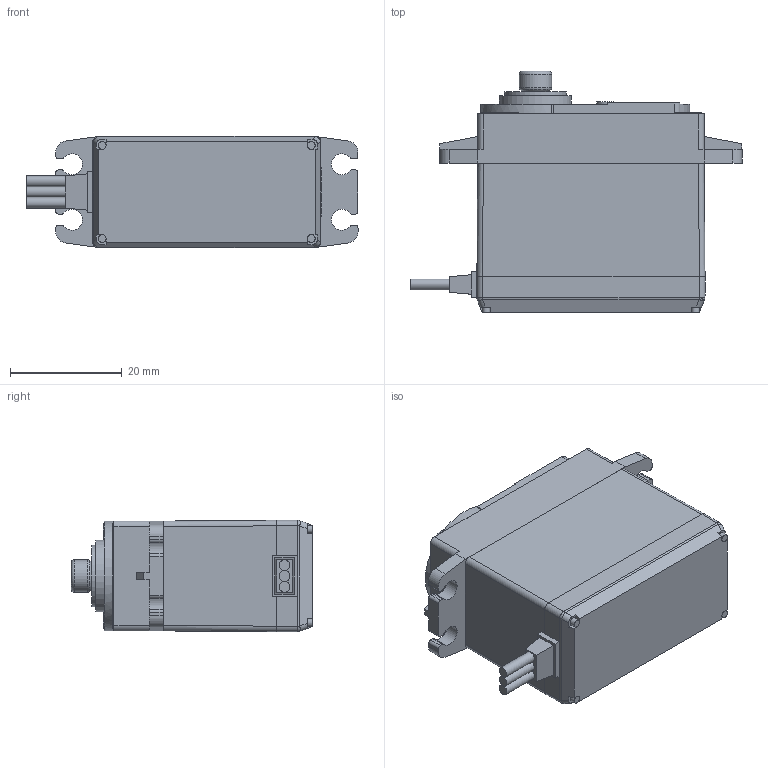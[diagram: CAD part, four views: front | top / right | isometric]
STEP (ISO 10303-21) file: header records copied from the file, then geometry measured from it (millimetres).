
FILE_DESCRIPTION(/* description */ (''),/* implementation_level */ '2;1');
FILE_NAME(/* name */ 'Servo Tower Pro MG995 v2.step',/* time_stamp */ '2020-08-05T21:49:28+03:00',/* author */ (''),/* organization */ (''),/* preprocessor_version */ 'ST-DEVELOPER v18.1',/* originating_system */ 'Autodesk Translation Framework v9.3.0.1241',/* authorisation */ '');
FILE_SCHEMA (('AUTOMOTIVE_DESIGN { 1 0 10303 214 3 1 1 }'));
Length unit declared in the file: millimetre
Products named in the file (10): Servo Tower Pro MG995; Servomotor; Head; Top; Middle; Bottom; Screws; Connector; Wires; Quality Control
Assembly tree (9 placements, depth 4):
  Servo Tower Pro MG995
    Servomotor
      Head
      Top
      Middle
      Bottom
        Screws
      Connector
        Wires
      Quality Control
Bounding box: 59.55 x 43.3 x 20 mm (x, y, z)
Volume: 30864.4 mm3; surface area: 10495.3 mm2
Topology: 13 solids, 13 shells, 200 faces, 487 edges, 317 vertices
Faces by surface type: plane 116, cylinder 75, sphere 6, torus 2, cone 1
Full cylindrical faces by diameter (mm): 1.4 x4, 1.933 x3, 2.529 x1, 5.8 x1, 9 x1, 11.1 x1, 12.9 x1
Entity records: 6206 total; most frequent: DIRECTION 1090, CARTESIAN_POINT 1023, ORIENTED_EDGE 974, EDGE_CURVE 487, AXIS2_PLACEMENT_3D 384, LINE 322, VECTOR 322, VERTEX_POINT 317
